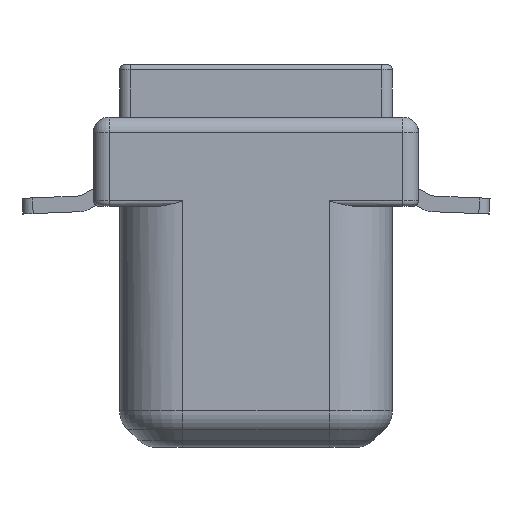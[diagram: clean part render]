
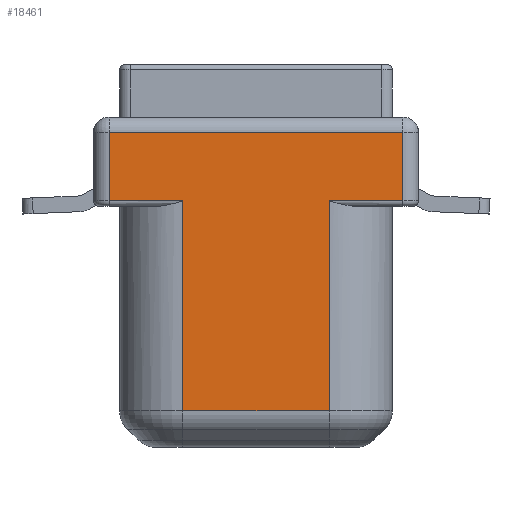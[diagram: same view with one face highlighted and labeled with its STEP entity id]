
A CAD part, left-side view. The second image highlights one B-rep face of the part: STEP entity #18461.
In plain terms, the highlighted planar face has unit normal (-1, 0, 0).
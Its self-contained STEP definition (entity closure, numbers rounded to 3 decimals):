
#867 = ORIENTED_EDGE ( 'NONE', *, *, #27271, .T. ) ;
#1176 = DIRECTION ( 'NONE',  ( 0., 1., 0. ) ) ;
#1263 = CARTESIAN_POINT ( 'NONE',  ( -16.4, -1.4, 4.7 ) ) ;
#1406 = DIRECTION ( 'NONE',  ( 0., -1., 0. ) ) ;
#2008 = VERTEX_POINT ( 'NONE', #5061 ) ;
#2059 = DIRECTION ( 'NONE',  ( 0., -1., 0. ) ) ;
#2198 = LINE ( 'NONE', #13671, #20064 ) ;
#2371 = EDGE_CURVE ( 'NONE', #6714, #26538, #25534, .T. ) ;
#2688 = VERTEX_POINT ( 'NONE', #31367 ) ;
#3268 = DIRECTION ( 'NONE',  ( 0., 0., 1. ) ) ;
#3778 = EDGE_CURVE ( 'NONE', #26538, #19761, #21222, .T. ) ;
#3817 = LINE ( 'NONE', #9851, #33449 ) ;
#3890 = ORIENTED_EDGE ( 'NONE', *, *, #30086, .T. ) ;
#4052 = CARTESIAN_POINT ( 'NONE',  ( -16.4, 0., 4.7 ) ) ;
#4497 = DIRECTION ( 'NONE',  ( 0., 0., 1. ) ) ;
#4702 = LINE ( 'NONE', #19581, #35459 ) ;
#4933 = CARTESIAN_POINT ( 'NONE',  ( -16.4, 1.4, 0.695 ) ) ;
#5061 = CARTESIAN_POINT ( 'NONE',  ( -16.4, -2.8, 6. ) ) ;
#5515 = VERTEX_POINT ( 'NONE', #4933 ) ;
#6253 = EDGE_LOOP ( 'NONE', ( #3890, #28666, #30082, #25800, #34951, #867, #27804, #25810 ) ) ;
#6714 = VERTEX_POINT ( 'NONE', #32748 ) ;
#7144 = FACE_OUTER_BOUND ( 'NONE', #6253, .T. ) ;
#9473 = AXIS2_PLACEMENT_3D ( 'NONE', #24491, #36047, #4497 ) ;
#9851 = CARTESIAN_POINT ( 'NONE',  ( -16.4, 0., 6. ) ) ;
#10689 = CARTESIAN_POINT ( 'NONE',  ( -16.4, -2.8, 6.3 ) ) ;
#13239 = LINE ( 'NONE', #33664, #31229 ) ;
#13671 = CARTESIAN_POINT ( 'NONE',  ( -16.4, 1.4, 0. ) ) ;
#14929 = VECTOR ( 'NONE', #37083, 1000. ) ;
#14939 = LINE ( 'NONE', #18144, #24947 ) ;
#16201 = VERTEX_POINT ( 'NONE', #36732 ) ;
#18144 = CARTESIAN_POINT ( 'NONE',  ( -16.4, 1.4, 4.7 ) ) ;
#18358 = VERTEX_POINT ( 'NONE', #36607 ) ;
#18461 = ADVANCED_FACE ( 'NONE', ( #7144 ), #18828, .T. ) ;
#18828 = PLANE ( 'NONE',  #9473 ) ;
#19581 = CARTESIAN_POINT ( 'NONE',  ( -16.4, 0., 0.695 ) ) ;
#19761 = VERTEX_POINT ( 'NONE', #27109 ) ;
#20064 = VECTOR ( 'NONE', #25211, 1000. ) ;
#21222 = LINE ( 'NONE', #4052, #24130 ) ;
#21554 = DIRECTION ( 'NONE',  ( 0., -1., 0. ) ) ;
#24130 = VECTOR ( 'NONE', #1406, 1000. ) ;
#24491 = CARTESIAN_POINT ( 'NONE',  ( -16.4, 0., 0. ) ) ;
#24947 = VECTOR ( 'NONE', #21554, 1000. ) ;
#25211 = DIRECTION ( 'NONE',  ( 0., 0., -1. ) ) ;
#25534 = LINE ( 'NONE', #31790, #14929 ) ;
#25800 = ORIENTED_EDGE ( 'NONE', *, *, #3778, .T. ) ;
#25810 = ORIENTED_EDGE ( 'NONE', *, *, #32816, .T. ) ;
#26538 = VERTEX_POINT ( 'NONE', #1263 ) ;
#27109 = CARTESIAN_POINT ( 'NONE',  ( -16.4, -2.8, 4.7 ) ) ;
#27271 = EDGE_CURVE ( 'NONE', #2008, #2688, #3817, .T. ) ;
#27804 = ORIENTED_EDGE ( 'NONE', *, *, #36649, .T. ) ;
#28175 = DIRECTION ( 'NONE',  ( 0., 0., -1. ) ) ;
#28666 = ORIENTED_EDGE ( 'NONE', *, *, #36800, .T. ) ;
#30082 = ORIENTED_EDGE ( 'NONE', *, *, #2371, .T. ) ;
#30086 = EDGE_CURVE ( 'NONE', #18358, #5515, #2198, .T. ) ;
#31229 = VECTOR ( 'NONE', #28175, 1000. ) ;
#31367 = CARTESIAN_POINT ( 'NONE',  ( -16.4, 2.8, 6. ) ) ;
#31790 = CARTESIAN_POINT ( 'NONE',  ( -16.4, -1.4, 4.6 ) ) ;
#32707 = EDGE_CURVE ( 'NONE', #19761, #2008, #34815, .T. ) ;
#32748 = CARTESIAN_POINT ( 'NONE',  ( -16.4, -1.4, 0.695 ) ) ;
#32816 = EDGE_CURVE ( 'NONE', #16201, #18358, #14939, .T. ) ;
#33449 = VECTOR ( 'NONE', #1176, 1000. ) ;
#33664 = CARTESIAN_POINT ( 'NONE',  ( -16.4, 2.8, 4.7 ) ) ;
#34815 = LINE ( 'NONE', #10689, #35833 ) ;
#34951 = ORIENTED_EDGE ( 'NONE', *, *, #32707, .T. ) ;
#35459 = VECTOR ( 'NONE', #2059, 1000. ) ;
#35833 = VECTOR ( 'NONE', #3268, 1000. ) ;
#36047 = DIRECTION ( 'NONE',  ( -1., 0., 0. ) ) ;
#36607 = CARTESIAN_POINT ( 'NONE',  ( -16.4, 1.4, 4.7 ) ) ;
#36649 = EDGE_CURVE ( 'NONE', #2688, #16201, #13239, .T. ) ;
#36732 = CARTESIAN_POINT ( 'NONE',  ( -16.4, 2.8, 4.7 ) ) ;
#36800 = EDGE_CURVE ( 'NONE', #5515, #6714, #4702, .T. ) ;
#37083 = DIRECTION ( 'NONE',  ( 0., 0., 1. ) ) ;
